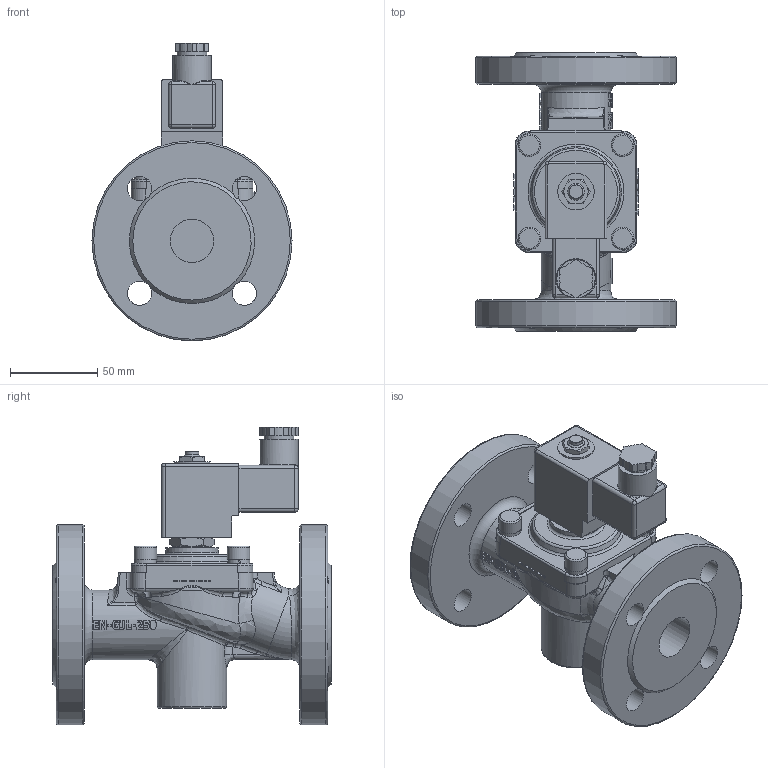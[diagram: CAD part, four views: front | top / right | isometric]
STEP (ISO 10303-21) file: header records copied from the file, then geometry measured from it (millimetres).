
FILE_DESCRIPTION(/* description */ ('2/2 zwangsgest. Membran-Magnetventil'),/* implementation_level */ '2;1');
FILE_NAME(/* name */ '027.001902_E2703-0401-.012.stp',/* time_stamp */ '2019-06-14T08:59:15+02:00',/* author */ ('EFast'),/* organization */ (''),/* preprocessor_version */ 'ST-DEVELOPER v16.1',/* originating_system */ 'Autodesk Inventor 2016',/* authorisation */ '');
FILE_SCHEMA (('AUTOMOTIVE_DESIGN { 1 0 10303 214 3 1 1 }'));
Products named in the file (1): 88-002754
Bounding box: 115 x 160 x 171.2 mm (x, y, z)
Volume: 738609.6 mm3; surface area: 103839.1 mm2
Topology: 1 solids, 1 shells, 789 faces, 2050 edges, 1302 vertices
Faces by surface type: plane 325, bspline 248, cylinder 126, cone 40, torus 40, sphere 10
Full cylindrical faces by diameter (mm): 6.647 x4, 8 x5, 9.73 x1, 13 x4, 14 x8, 17 x1, 21 x1, 22 x2, 25 x2, 40 x2, 115 x2
Entity records: 55981 total; most frequent: CARTESIAN_POINT 38805, ORIENTED_EDGE 3924, DIRECTION 2832, EDGE_CURVE 1962, VERTEX_POINT 1279, AXIS2_PLACEMENT_3D 1005, EDGE_LOOP 917, LINE 822
